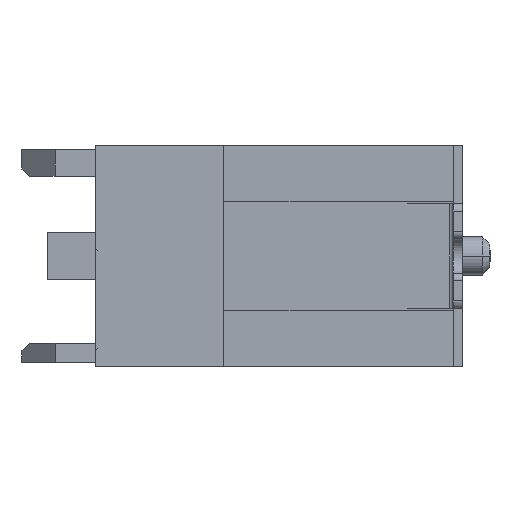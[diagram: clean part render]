
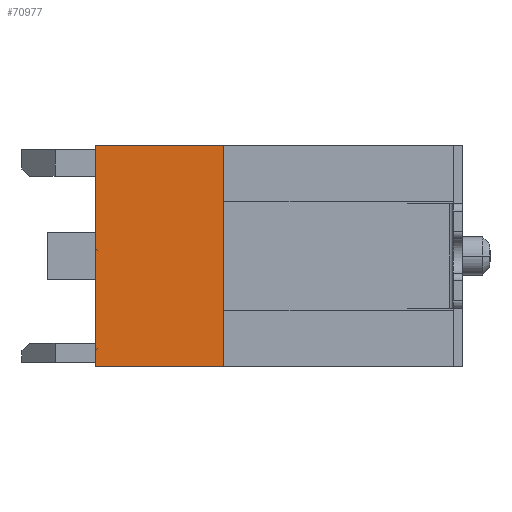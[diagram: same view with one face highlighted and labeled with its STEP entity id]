
A CAD part, left-side view. The second image highlights one B-rep face of the part: STEP entity #70977.
In plain terms, the highlighted planar face has unit normal (-1, 0, 0).
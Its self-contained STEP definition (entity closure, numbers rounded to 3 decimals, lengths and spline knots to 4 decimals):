
#489=DIRECTION('',(0.,-1.,0.));
#490=VECTOR('',#489,3.5);
#491=CARTESIAN_POINT('',(-26.4,10.,3.));
#492=LINE('',#491,#490);
#493=DIRECTION('',(0.,0.,-1.));
#494=VECTOR('',#493,6.);
#495=CARTESIAN_POINT('',(-26.4,6.5,3.));
#496=LINE('',#495,#494);
#497=DIRECTION('',(0.,1.,0.));
#498=VECTOR('',#497,3.5);
#499=CARTESIAN_POINT('',(-26.4,6.5,-3.));
#500=LINE('',#499,#498);
#513=DIRECTION('',(0.,0.,-1.));
#514=VECTOR('',#513,6.);
#515=CARTESIAN_POINT('',(-26.4,10.,3.));
#516=LINE('',#515,#514);
#58771=CARTESIAN_POINT('',(-26.4,10.,-3.));
#58772=VERTEX_POINT('',#58771);
#58773=CARTESIAN_POINT('',(-26.4,6.5,-3.));
#58774=VERTEX_POINT('',#58773);
#65463=CARTESIAN_POINT('',(-26.4,6.5,3.));
#65464=VERTEX_POINT('',#65463);
#65465=CARTESIAN_POINT('',(-26.4,10.,3.));
#65466=VERTEX_POINT('',#65465);
#70965=CARTESIAN_POINT('',(-26.4,8.25,0.));
#70966=DIRECTION('',(1.,0.,0.));
#70967=DIRECTION('',(0.,1.,0.));
#70968=AXIS2_PLACEMENT_3D('',#70965,#70966,#70967);
#70969=PLANE('',#70968);
#70970=ORIENTED_EDGE('',*,*,#70336,.T.);
#70971=ORIENTED_EDGE('',*,*,#70395,.T.);
#70972=ORIENTED_EDGE('',*,*,#70277,.T.);
#70974=ORIENTED_EDGE('',*,*,#70973,.F.);
#70975=EDGE_LOOP('',(#70970,#70971,#70972,#70974));
#70976=FACE_OUTER_BOUND('',#70975,.F.);
#70977=ADVANCED_FACE('',(#70976),#70969,.F.);
#70277=EDGE_CURVE('',#58774,#58772,#500,.T.);
#70336=EDGE_CURVE('',#65466,#65464,#492,.T.);
#70395=EDGE_CURVE('',#65464,#58774,#496,.T.);
#70973=EDGE_CURVE('',#65466,#58772,#516,.T.);
